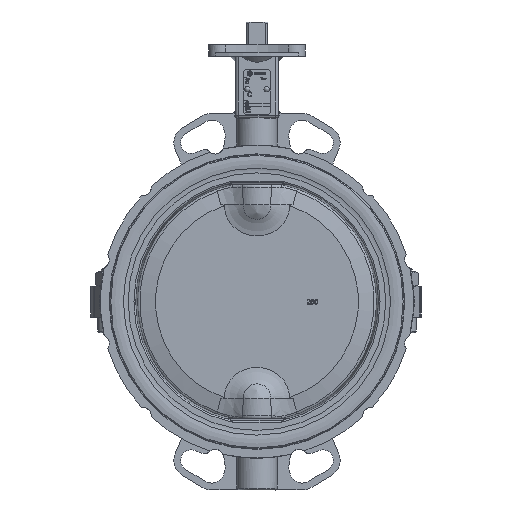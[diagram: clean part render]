
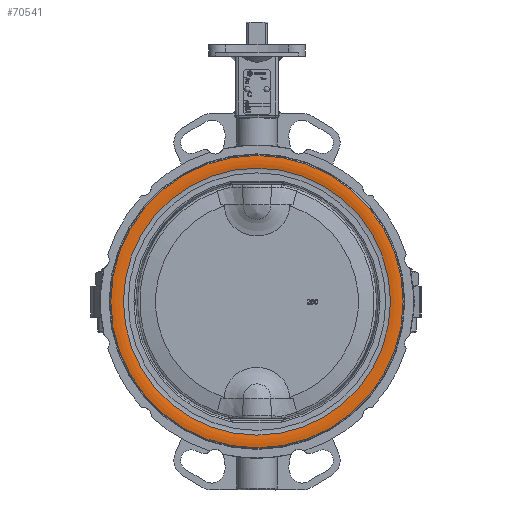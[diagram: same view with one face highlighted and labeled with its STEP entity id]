
A CAD part, front view. The second image highlights one B-rep face of the part: STEP entity #70541.
In plain terms, the highlighted toroidal (fillet/blend) face has major radius 145.5 mm and minor radius 30 mm.
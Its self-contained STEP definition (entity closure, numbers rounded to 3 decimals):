
#70427=CARTESIAN_POINT('',(0.,-34.925,-151.345));
#70428=VERTEX_POINT('',#70427);
#70429=CARTESIAN_POINT('',(0.,-34.925,0.));
#70430=DIRECTION('',(0.0,-1.0,0.0));
#70431=DIRECTION('',(0.0,0.0,-1.0));
#70432=AXIS2_PLACEMENT_3D('',#70429,#70430,#70431);
#70433=CIRCLE('',#70432,151.345);
#70434=EDGE_CURVE('',#70428,#70428,#70433,.T.);
#70522=CARTESIAN_POINT('',(0.,-5.5,0.));
#70523=DIRECTION('',(0.,-1.0,0.));
#70524=DIRECTION('',(0.0,0.0,-1.0));
#70525=AXIS2_PLACEMENT_3D('',#70522,#70523,#70524);
#70526=TOROIDAL_SURFACE('',#70525,145.5,30.0);
#70527=CARTESIAN_POINT('',(0.,-34.6,-138.207));
#70528=VERTEX_POINT('',#70527);
#70529=CARTESIAN_POINT('',(0.,-34.6,0.));
#70530=DIRECTION('',(0.0,-1.0,0.0));
#70531=DIRECTION('',(0.0,0.0,-1.0));
#70532=AXIS2_PLACEMENT_3D('',#70529,#70530,#70531);
#70533=CIRCLE('',#70532,138.207);
#70534=EDGE_CURVE('',#70528,#70528,#70533,.T.);
#70535=ORIENTED_EDGE('',*,*,#70534,.F.);
#70536=EDGE_LOOP('',(#70535));
#70537=FACE_OUTER_BOUND('',#70536,.T.);
#70538=ORIENTED_EDGE('',*,*,#70434,.T.);
#70539=EDGE_LOOP('',(#70538));
#70540=FACE_BOUND('',#70539,.T.);
#70541=ADVANCED_FACE('',(#70537,#70540),#70526,.T.);
